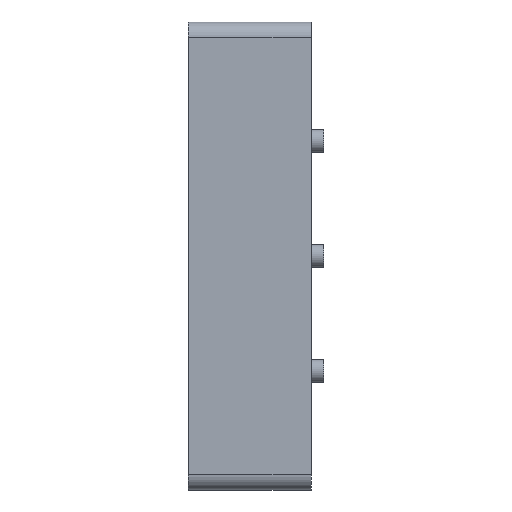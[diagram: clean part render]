
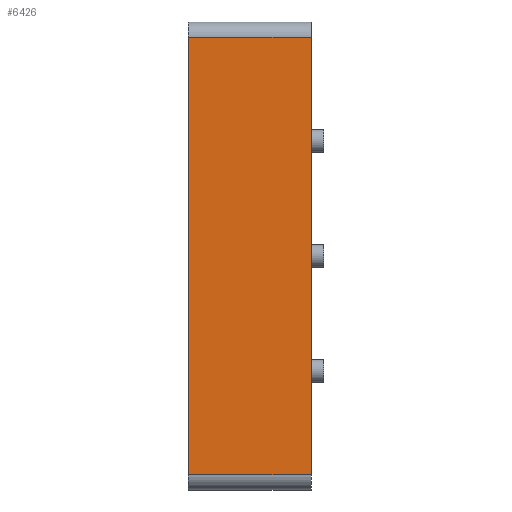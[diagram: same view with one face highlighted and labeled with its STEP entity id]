
A CAD part, left-side view. The second image highlights one B-rep face of the part: STEP entity #6426.
In plain terms, the highlighted planar face has unit normal (-1, 0, 0).
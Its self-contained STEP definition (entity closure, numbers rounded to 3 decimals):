
#189 = CARTESIAN_POINT ( 'NONE',  ( -106., 0., -59. ) ) ;
#1462 = CARTESIAN_POINT ( 'NONE',  ( -106., 16., -59. ) ) ;
#1732 = AXIS2_PLACEMENT_3D ( 'NONE', #1462, #2736, #10702 ) ;
#2139 = CARTESIAN_POINT ( 'NONE',  ( -106., 0., -59. ) ) ;
#2314 = EDGE_CURVE ( 'NONE', #3466, #2470, #5717, .T. ) ;
#2358 = EDGE_CURVE ( 'NONE', #12821, #3466, #6688, .T. ) ;
#2470 = VERTEX_POINT ( 'NONE', #10689 ) ;
#2523 = CARTESIAN_POINT ( 'NONE',  ( -106., 16., -59. ) ) ;
#2736 = DIRECTION ( 'NONE',  ( 1., 0., 0. ) ) ;
#3149 = ORIENTED_EDGE ( 'NONE', *, *, #10639, .F. ) ;
#3466 = VERTEX_POINT ( 'NONE', #2139 ) ;
#4045 = VECTOR ( 'NONE', #12617, 1000. ) ;
#4263 = VECTOR ( 'NONE', #12661, 1000. ) ;
#4488 = EDGE_CURVE ( 'NONE', #12821, #5868, #10514, .T. ) ;
#4904 = DIRECTION ( 'NONE',  ( 0., -1., 0. ) ) ;
#5717 = LINE ( 'NONE', #189, #11654 ) ;
#5787 = DIRECTION ( 'NONE',  ( 0., 0., 1. ) ) ;
#5868 = VERTEX_POINT ( 'NONE', #10138 ) ;
#6426 = ADVANCED_FACE ( 'NONE', ( #9447 ), #8400, .F. ) ;
#6688 = LINE ( 'NONE', #10325, #4045 ) ;
#6748 = ORIENTED_EDGE ( 'NONE', *, *, #4488, .F. ) ;
#8179 = LINE ( 'NONE', #9596, #11506 ) ;
#8400 = PLANE ( 'NONE',  #1732 ) ;
#9447 = FACE_OUTER_BOUND ( 'NONE', #11443, .T. ) ;
#9596 = CARTESIAN_POINT ( 'NONE',  ( -106., 16., -2. ) ) ;
#9676 = ORIENTED_EDGE ( 'NONE', *, *, #2358, .T. ) ;
#10138 = CARTESIAN_POINT ( 'NONE',  ( -106., 16., -2. ) ) ;
#10325 = CARTESIAN_POINT ( 'NONE',  ( -106., 16., -59. ) ) ;
#10514 = LINE ( 'NONE', #13998, #4263 ) ;
#10639 = EDGE_CURVE ( 'NONE', #5868, #2470, #8179, .T. ) ;
#10689 = CARTESIAN_POINT ( 'NONE',  ( -106., 0., -2. ) ) ;
#10702 = DIRECTION ( 'NONE',  ( 0., 0., -1. ) ) ;
#11443 = EDGE_LOOP ( 'NONE', ( #13414, #3149, #6748, #9676 ) ) ;
#11506 = VECTOR ( 'NONE', #4904, 1000. ) ;
#11654 = VECTOR ( 'NONE', #5787, 1000. ) ;
#12617 = DIRECTION ( 'NONE',  ( 0., -1., 0. ) ) ;
#12661 = DIRECTION ( 'NONE',  ( 0., 0., 1. ) ) ;
#12821 = VERTEX_POINT ( 'NONE', #2523 ) ;
#13414 = ORIENTED_EDGE ( 'NONE', *, *, #2314, .T. ) ;
#13998 = CARTESIAN_POINT ( 'NONE',  ( -106., 16., -59. ) ) ;
